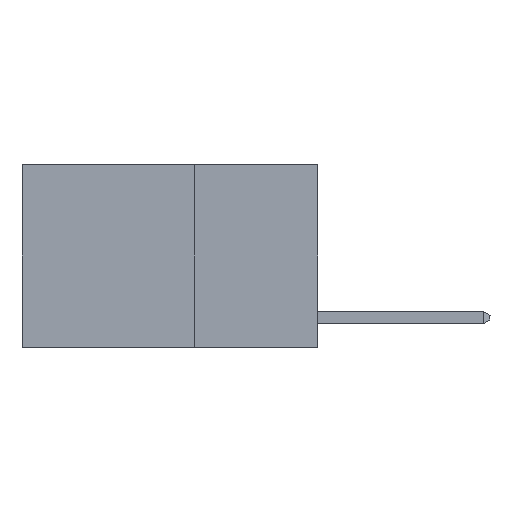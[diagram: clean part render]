
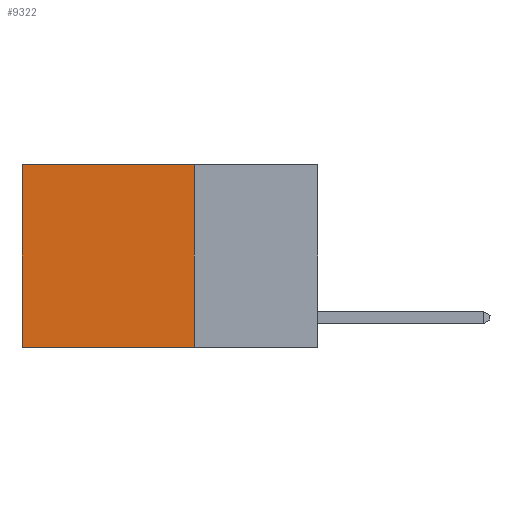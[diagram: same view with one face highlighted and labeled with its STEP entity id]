
A CAD part, left-side view. The second image highlights one B-rep face of the part: STEP entity #9322.
In plain terms, the highlighted planar face has unit normal (-1, 0, 0).
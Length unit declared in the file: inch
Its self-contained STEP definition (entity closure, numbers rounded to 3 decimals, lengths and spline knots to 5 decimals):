
#1295 = CARTESIAN_POINT ( 'NONE',  ( 0.2625, 0.25, 0. ) ) ;
#1755 = VECTOR ( 'NONE', #5375, 39.37008 ) ;
#2794 = EDGE_CURVE ( 'NONE', #3076, #7957, #10887, .T. ) ;
#3076 = VERTEX_POINT ( 'NONE', #6255 ) ;
#3457 = CARTESIAN_POINT ( 'NONE',  ( 0.2625, 0.25, 0. ) ) ;
#3542 = LINE ( 'NONE', #16838, #16145 ) ;
#3591 = AXIS2_PLACEMENT_3D ( 'NONE', #1295, #3670, #17124 ) ;
#3670 = DIRECTION ( 'NONE',  ( 1., 0., 0. ) ) ;
#3946 = ORIENTED_EDGE ( 'NONE', *, *, #2794, .F. ) ;
#3979 = VERTEX_POINT ( 'NONE', #6361 ) ;
#4372 = VERTEX_POINT ( 'NONE', #3457 ) ;
#4466 = EDGE_CURVE ( 'NONE', #4372, #3076, #3542, .T. ) ;
#5375 = DIRECTION ( 'NONE',  ( 0., 1., 0. ) ) ;
#5685 = EDGE_CURVE ( 'NONE', #3979, #7957, #8846, .T. ) ;
#5966 = CARTESIAN_POINT ( 'NONE',  ( 0.2625, 0.25, 0. ) ) ;
#6092 = EDGE_CURVE ( 'NONE', #4372, #3979, #8558, .T. ) ;
#6255 = CARTESIAN_POINT ( 'NONE',  ( 0.2625, 0.25, -0.37 ) ) ;
#6361 = CARTESIAN_POINT ( 'NONE',  ( 0.2625, 0.6, 0. ) ) ;
#6796 = EDGE_LOOP ( 'NONE', ( #7235, #3946, #11978, #9133 ) ) ;
#7235 = ORIENTED_EDGE ( 'NONE', *, *, #5685, .T. ) ;
#7957 = VERTEX_POINT ( 'NONE', #8987 ) ;
#8558 = LINE ( 'NONE', #5966, #17271 ) ;
#8846 = LINE ( 'NONE', #15241, #15626 ) ;
#8987 = CARTESIAN_POINT ( 'NONE',  ( 0.2625, 0.6, -0.37 ) ) ;
#9133 = ORIENTED_EDGE ( 'NONE', *, *, #6092, .T. ) ;
#9322 = ADVANCED_FACE ( 'NONE', ( #15572 ), #10301, .F. ) ;
#10301 = PLANE ( 'NONE',  #3591 ) ;
#10887 = LINE ( 'NONE', #15985, #1755 ) ;
#11301 = DIRECTION ( 'NONE',  ( 0., 1., 0. ) ) ;
#11978 = ORIENTED_EDGE ( 'NONE', *, *, #4466, .F. ) ;
#13921 = DIRECTION ( 'NONE',  ( 0., 0., -1. ) ) ;
#15241 = CARTESIAN_POINT ( 'NONE',  ( 0.2625, 0.6, 0. ) ) ;
#15531 = DIRECTION ( 'NONE',  ( 0., 0., -1. ) ) ;
#15572 = FACE_OUTER_BOUND ( 'NONE', #6796, .T. ) ;
#15626 = VECTOR ( 'NONE', #13921, 39.37008 ) ;
#15985 = CARTESIAN_POINT ( 'NONE',  ( 0.2625, 0.25, -0.37 ) ) ;
#16145 = VECTOR ( 'NONE', #15531, 39.37008 ) ;
#16838 = CARTESIAN_POINT ( 'NONE',  ( 0.2625, 0.25, 0. ) ) ;
#17124 = DIRECTION ( 'NONE',  ( 0., 0., -1. ) ) ;
#17271 = VECTOR ( 'NONE', #11301, 39.37008 ) ;
